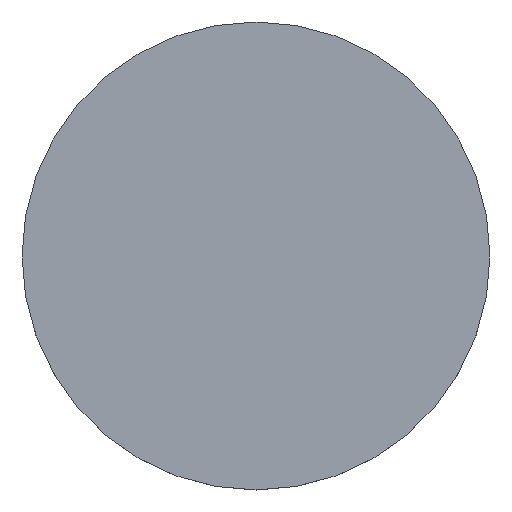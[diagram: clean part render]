
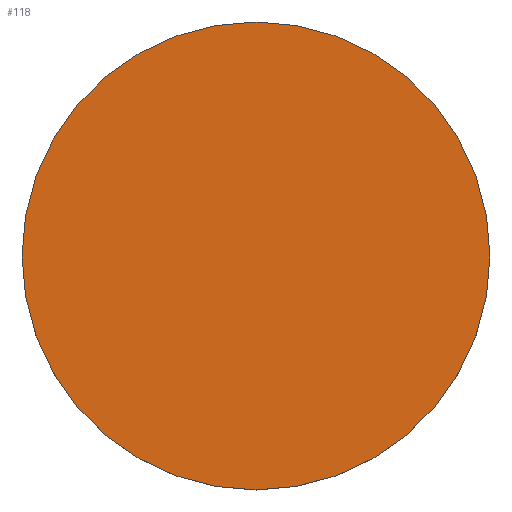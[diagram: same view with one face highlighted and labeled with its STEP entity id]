
A CAD part, top view. The second image highlights one B-rep face of the part: STEP entity #118.
In plain terms, the highlighted planar face has unit normal (0, 0, 1).
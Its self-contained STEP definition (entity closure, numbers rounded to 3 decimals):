
#11 = AXIS2_PLACEMENT_3D ( 'NONE', #157, #207, #41 ) ;
#16 = AXIS2_PLACEMENT_3D ( 'NONE', #75, #78, #121 ) ;
#28 = ORIENTED_EDGE ( 'NONE', *, *, #43, .F. ) ;
#35 = EDGE_CURVE ( 'NONE', #96, #172, #67, .T. ) ;
#38 = FACE_OUTER_BOUND ( 'NONE', #39, .T. ) ;
#39 = EDGE_LOOP ( 'NONE', ( #28, #169 ) ) ;
#41 = DIRECTION ( 'NONE',  ( 1., 0., 0. ) ) ;
#43 = EDGE_CURVE ( 'NONE', #172, #96, #143, .T. ) ;
#44 = PLANE ( 'NONE',  #97 ) ;
#67 = CIRCLE ( 'NONE', #16, 19.05 ) ;
#75 = CARTESIAN_POINT ( 'NONE',  ( 0., 0., 4.3 ) ) ;
#78 = DIRECTION ( 'NONE',  ( 0., 0., -1. ) ) ;
#96 = VERTEX_POINT ( 'NONE', #232 ) ;
#97 = AXIS2_PLACEMENT_3D ( 'NONE', #192, #178, #145 ) ;
#110 = CARTESIAN_POINT ( 'NONE',  ( 19.05, 0., 4.3 ) ) ;
#118 = ADVANCED_FACE ( 'NONE', ( #38 ), #44, .T. ) ;
#121 = DIRECTION ( 'NONE',  ( 1., 0., 0. ) ) ;
#143 = CIRCLE ( 'NONE', #11, 19.05 ) ;
#145 = DIRECTION ( 'NONE',  ( 1., 0., 0. ) ) ;
#157 = CARTESIAN_POINT ( 'NONE',  ( 0., 0., 4.3 ) ) ;
#169 = ORIENTED_EDGE ( 'NONE', *, *, #35, .F. ) ;
#172 = VERTEX_POINT ( 'NONE', #110 ) ;
#178 = DIRECTION ( 'NONE',  ( 0., 0., 1. ) ) ;
#192 = CARTESIAN_POINT ( 'NONE',  ( 0., 39.066, 4.3 ) ) ;
#207 = DIRECTION ( 'NONE',  ( 0., 0., -1. ) ) ;
#232 = CARTESIAN_POINT ( 'NONE',  ( -19.05, 0., 4.3 ) ) ;
